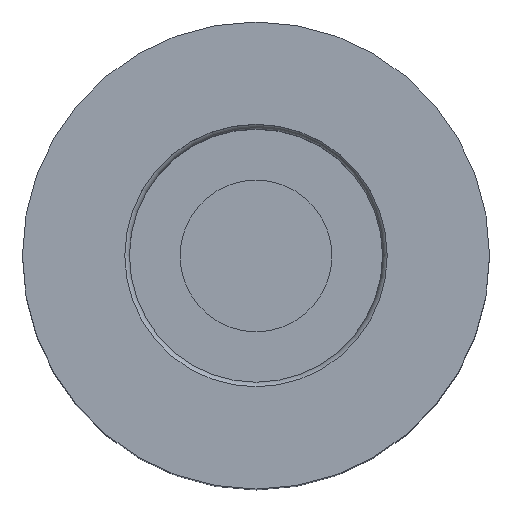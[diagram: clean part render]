
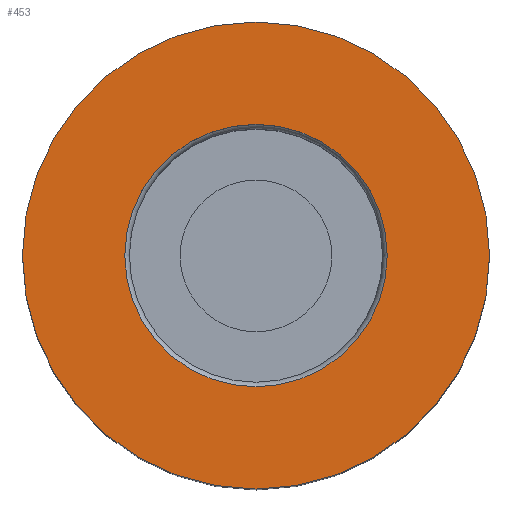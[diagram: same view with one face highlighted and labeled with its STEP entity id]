
A CAD part, top view. The second image highlights one B-rep face of the part: STEP entity #453.
In plain terms, the highlighted planar face has unit normal (0, 0, 1).
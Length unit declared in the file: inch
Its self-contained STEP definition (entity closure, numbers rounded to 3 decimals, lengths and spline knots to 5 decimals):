
#22=PLANE($,#535);
#77=FACE_BOUND($,#190,.T.);
#116=FACE_OUTER_BOUND($,#189,.T.);
#189=EDGE_LOOP($,(#397));
#190=EDGE_LOOP($,(#398));
#205=CIRCLE($,#476,0.281);
#207=CIRCLE($,#479,0.5);
#246=VERTEX_POINT($,#728);
#248=VERTEX_POINT($,#733);
#287=EDGE_CURVE($,#246,#246,#205,.T.);
#289=EDGE_CURVE($,#248,#248,#207,.T.);
#397=ORIENTED_EDGE($,*,*,#289,.T.);
#398=ORIENTED_EDGE($,*,*,#287,.F.);
#453=ADVANCED_FACE($,(#116,#77),#22,.F.);
#476=AXIS2_PLACEMENT_3D($,#729,#571,#572);
#479=AXIS2_PLACEMENT_3D($,#734,#577,#578);
#535=AXIS2_PLACEMENT_3D($,#848,#689,#690);
#571=DIRECTION('center_axis',(0.,0.,1.));
#572=DIRECTION('ref_axis',(0.,-1.,0.));
#577=DIRECTION('center_axis',(0.,0.,1.));
#578=DIRECTION('ref_axis',(0.,-1.,0.));
#689=DIRECTION('center_axis',(0.,0.,-1.));
#690=DIRECTION('ref_axis',(0.,1.,0.));
#728=CARTESIAN_POINT('',(0.,-0.281,0.5));
#729=CARTESIAN_POINT('Origin',(0.,0.,0.5));
#733=CARTESIAN_POINT('',(0.,-0.5,0.5));
#734=CARTESIAN_POINT('Origin',(0.,0.,0.5));
#848=CARTESIAN_POINT('Origin',(0.,0.281,0.5));
